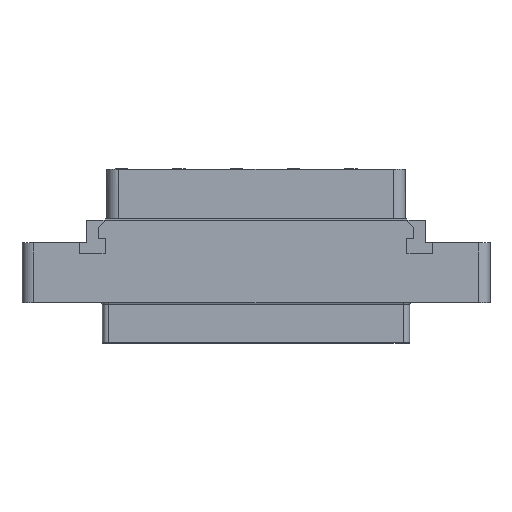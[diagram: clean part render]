
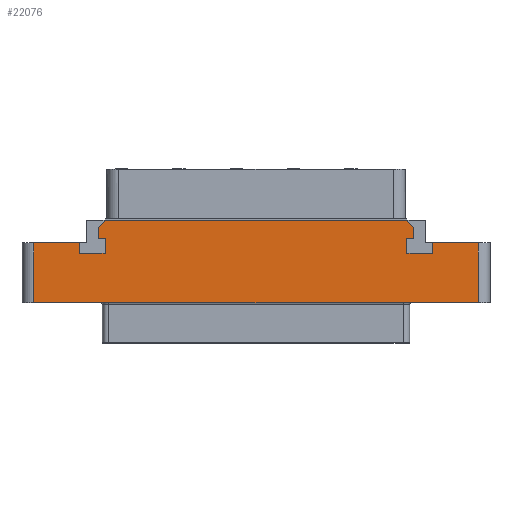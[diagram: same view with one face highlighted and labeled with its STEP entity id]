
A CAD part, top view. The second image highlights one B-rep face of the part: STEP entity #22076.
In plain terms, the highlighted planar face has unit normal (0, 0, 1).
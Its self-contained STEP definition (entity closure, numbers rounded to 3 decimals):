
#1=DIRECTION('',(0.,-1.,0.));
#2=VECTOR('',#1,1.8);
#3=CARTESIAN_POINT('',(-30.2,10.2,7.));
#4=LINE('',#3,#2);
#5=DIRECTION('',(1.,0.,0.));
#6=VECTOR('',#5,4.4);
#7=CARTESIAN_POINT('',(-30.2,8.4,7.));
#8=LINE('',#7,#6);
#9=DIRECTION('',(0.,1.,0.));
#10=VECTOR('',#9,2.6);
#11=CARTESIAN_POINT('',(-25.8,8.4,7.));
#12=LINE('',#11,#10);
#13=DIRECTION('',(-1.,0.,0.));
#14=VECTOR('',#13,1.2);
#15=CARTESIAN_POINT('',(-25.8,11.,7.));
#16=LINE('',#15,#14);
#17=DIRECTION('',(0.,1.,0.));
#18=VECTOR('',#17,1.9);
#19=CARTESIAN_POINT('',(-27.,11.,7.));
#20=LINE('',#19,#18);
#21=DIRECTION('',(0.707,0.707,0.));
#22=VECTOR('',#21,1.697);
#23=CARTESIAN_POINT('',(-27.,12.9,7.));
#24=LINE('',#23,#22);
#25=DIRECTION('',(1.,0.,0.));
#26=VECTOR('',#25,51.6);
#27=CARTESIAN_POINT('',(-25.8,14.1,7.));
#28=LINE('',#27,#26);
#29=DIRECTION('',(-0.707,0.707,0.));
#30=VECTOR('',#29,1.697);
#31=CARTESIAN_POINT('',(27.,12.9,7.));
#32=LINE('',#31,#30);
#33=DIRECTION('',(0.,1.,0.));
#34=VECTOR('',#33,1.9);
#35=CARTESIAN_POINT('',(27.,11.,7.));
#36=LINE('',#35,#34);
#37=DIRECTION('',(1.,0.,0.));
#38=VECTOR('',#37,1.2);
#39=CARTESIAN_POINT('',(25.8,11.,7.));
#40=LINE('',#39,#38);
#41=DIRECTION('',(0.,1.,0.));
#42=VECTOR('',#41,2.6);
#43=CARTESIAN_POINT('',(25.8,8.4,7.));
#44=LINE('',#43,#42);
#45=DIRECTION('',(-1.,0.,0.));
#46=VECTOR('',#45,4.4);
#47=CARTESIAN_POINT('',(30.2,8.4,7.));
#48=LINE('',#47,#46);
#49=DIRECTION('',(0.,-1.,0.));
#50=VECTOR('',#49,1.8);
#51=CARTESIAN_POINT('',(30.2,10.2,7.));
#52=LINE('',#51,#50);
#53=DIRECTION('',(1.,0.,0.));
#54=VECTOR('',#53,7.8);
#55=CARTESIAN_POINT('',(30.2,10.2,7.));
#56=LINE('',#55,#54);
#57=DIRECTION('',(-1.,0.,0.));
#58=VECTOR('',#57,76.);
#59=CARTESIAN_POINT('',(38.,0.,7.));
#60=LINE('',#59,#58);
#61=DIRECTION('',(1.,0.,0.));
#62=VECTOR('',#61,7.8);
#63=CARTESIAN_POINT('',(-38.,10.2,7.));
#64=LINE('',#63,#62);
#925=DIRECTION('',(0.,1.,0.));
#926=VECTOR('',#925,10.2);
#927=CARTESIAN_POINT('',(38.,0.,7.));
#928=LINE('',#927,#926);
#15589=DIRECTION('',(0.,-1.,0.));
#15590=VECTOR('',#15589,10.2);
#15591=CARTESIAN_POINT('',(-38.,10.2,7.));
#15592=LINE('',#15591,#15590);
#17079=CARTESIAN_POINT('',(38.,0.,7.));
#17080=CARTESIAN_POINT('',(38.,10.2,7.));
#17081=VERTEX_POINT('',#17079);
#17082=VERTEX_POINT('',#17080);
#17087=CARTESIAN_POINT('',(-38.,10.2,7.));
#17088=CARTESIAN_POINT('',(-38.,0.,7.));
#17089=VERTEX_POINT('',#17087);
#17090=VERTEX_POINT('',#17088);
#18929=CARTESIAN_POINT('',(30.2,10.2,7.));
#18930=CARTESIAN_POINT('',(30.2,8.4,7.));
#18931=VERTEX_POINT('',#18929);
#18932=VERTEX_POINT('',#18930);
#18933=CARTESIAN_POINT('',(25.8,8.4,7.));
#18934=VERTEX_POINT('',#18933);
#18935=CARTESIAN_POINT('',(25.8,11.,7.));
#18936=VERTEX_POINT('',#18935);
#18937=CARTESIAN_POINT('',(27.,11.,7.));
#18938=VERTEX_POINT('',#18937);
#18939=CARTESIAN_POINT('',(27.,12.9,7.));
#18940=VERTEX_POINT('',#18939);
#18941=CARTESIAN_POINT('',(25.8,14.1,7.));
#18942=VERTEX_POINT('',#18941);
#18959=CARTESIAN_POINT('',(-30.2,10.2,7.));
#18960=CARTESIAN_POINT('',(-30.2,8.4,7.));
#18961=VERTEX_POINT('',#18959);
#18962=VERTEX_POINT('',#18960);
#18963=CARTESIAN_POINT('',(-25.8,8.4,7.));
#18964=VERTEX_POINT('',#18963);
#18965=CARTESIAN_POINT('',(-25.8,11.,7.));
#18966=VERTEX_POINT('',#18965);
#18967=CARTESIAN_POINT('',(-27.,11.,7.));
#18968=VERTEX_POINT('',#18967);
#18969=CARTESIAN_POINT('',(-27.,12.9,7.));
#18970=VERTEX_POINT('',#18969);
#18971=CARTESIAN_POINT('',(-25.8,14.1,7.));
#18972=VERTEX_POINT('',#18971);
#22033=CARTESIAN_POINT('',(0.,0.,7.));
#22034=DIRECTION('',(0.,0.,-1.));
#22035=DIRECTION('',(-1.,0.,0.));
#22036=AXIS2_PLACEMENT_3D('',#22033,#22034,#22035);
#22037=PLANE('',#22036);
#22039=ORIENTED_EDGE('',*,*,#22038,.T.);
#22041=ORIENTED_EDGE('',*,*,#22040,.T.);
#22043=ORIENTED_EDGE('',*,*,#22042,.T.);
#22045=ORIENTED_EDGE('',*,*,#22044,.T.);
#22047=ORIENTED_EDGE('',*,*,#22046,.T.);
#22049=ORIENTED_EDGE('',*,*,#22048,.T.);
#22051=ORIENTED_EDGE('',*,*,#22050,.T.);
#22053=ORIENTED_EDGE('',*,*,#22052,.F.);
#22055=ORIENTED_EDGE('',*,*,#22054,.F.);
#22057=ORIENTED_EDGE('',*,*,#22056,.F.);
#22059=ORIENTED_EDGE('',*,*,#22058,.F.);
#22061=ORIENTED_EDGE('',*,*,#22060,.F.);
#22063=ORIENTED_EDGE('',*,*,#22062,.F.);
#22065=ORIENTED_EDGE('',*,*,#22064,.T.);
#22067=ORIENTED_EDGE('',*,*,#22066,.F.);
#22069=ORIENTED_EDGE('',*,*,#22068,.T.);
#22071=ORIENTED_EDGE('',*,*,#22070,.F.);
#22073=ORIENTED_EDGE('',*,*,#22072,.T.);
#22074=EDGE_LOOP('',(#22039,#22041,#22043,#22045,#22047,#22049,#22051,#22053,
#22055,#22057,#22059,#22061,#22063,#22065,#22067,#22069,#22071,#22073));
#22075=FACE_OUTER_BOUND('',#22074,.F.);
#22076=ADVANCED_FACE('',(#22075),#22037,.F.);
#22038=EDGE_CURVE('',#18961,#18962,#4,.T.);
#22040=EDGE_CURVE('',#18962,#18964,#8,.T.);
#22042=EDGE_CURVE('',#18964,#18966,#12,.T.);
#22044=EDGE_CURVE('',#18966,#18968,#16,.T.);
#22046=EDGE_CURVE('',#18968,#18970,#20,.T.);
#22048=EDGE_CURVE('',#18970,#18972,#24,.T.);
#22050=EDGE_CURVE('',#18972,#18942,#28,.T.);
#22052=EDGE_CURVE('',#18940,#18942,#32,.T.);
#22054=EDGE_CURVE('',#18938,#18940,#36,.T.);
#22056=EDGE_CURVE('',#18936,#18938,#40,.T.);
#22058=EDGE_CURVE('',#18934,#18936,#44,.T.);
#22060=EDGE_CURVE('',#18932,#18934,#48,.T.);
#22062=EDGE_CURVE('',#18931,#18932,#52,.T.);
#22064=EDGE_CURVE('',#18931,#17082,#56,.T.);
#22066=EDGE_CURVE('',#17081,#17082,#928,.T.);
#22068=EDGE_CURVE('',#17081,#17090,#60,.T.);
#22070=EDGE_CURVE('',#17089,#17090,#15592,.T.);
#22072=EDGE_CURVE('',#17089,#18961,#64,.T.);
